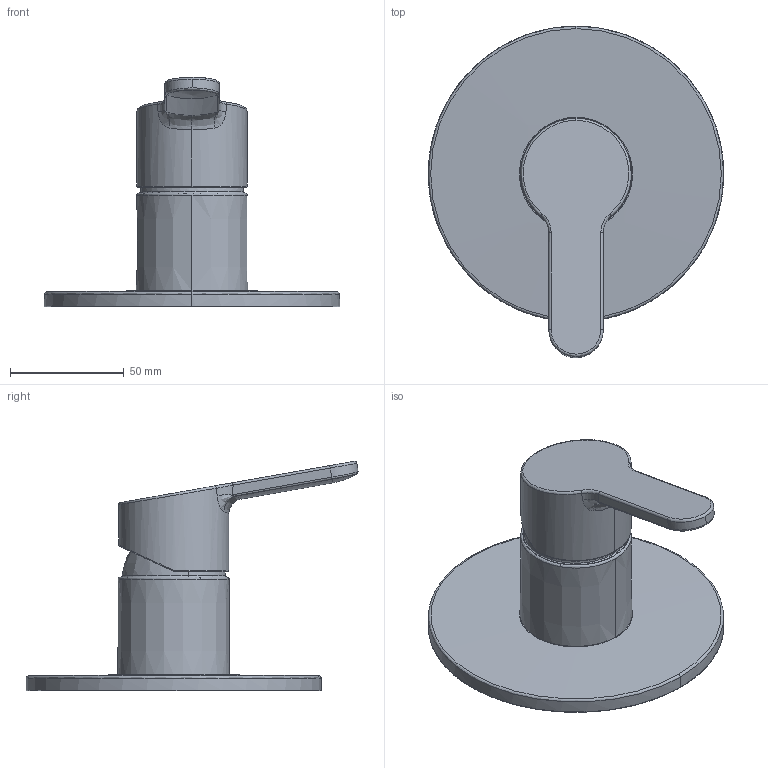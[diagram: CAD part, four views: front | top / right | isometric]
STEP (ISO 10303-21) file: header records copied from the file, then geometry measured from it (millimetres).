
FILE_DESCRIPTION (( 'STEP AP203' ), '1' );
FILE_NAME ('49989003.STEP', '2018-07-16T07:42:55', ( '' ), ( '' ), 'SwSTEP 2.0', 'SolidWorks 2016', '' );
FILE_SCHEMA (( 'CONFIG_CONTROL_DESIGN' ));
Length unit declared in the file: millimetre
Products named in the file (1): 49989003
Bounding box: 129.99 x 146.06 x 100.91 mm (x, y, z)
Volume: 245964.4 mm3; surface area: 44770.4 mm2
Topology: 1 solids, 1 shells, 55 faces, 140 edges, 87 vertices
Faces by surface type: bspline 37, plane 8, cylinder 6, cone 4
Entity records: 6768 total; most frequent: CARTESIAN_POINT 5681, ORIENTED_EDGE 272, EDGE_CURVE 136, DIRECTION 101, B_SPLINE_CURVE_WITH_KNOTS 90, VERTEX_POINT 87, EDGE_LOOP 59, ADVANCED_FACE 55
